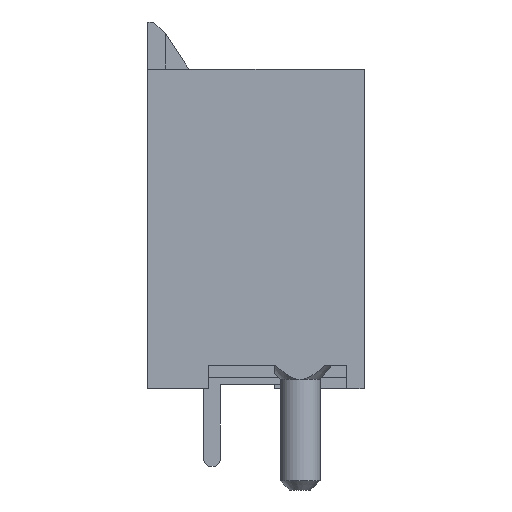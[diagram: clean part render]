
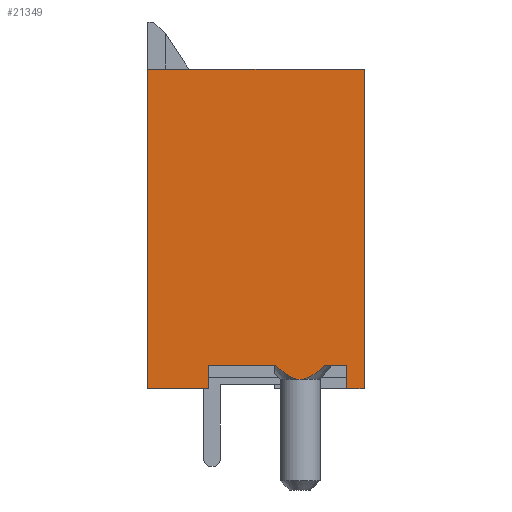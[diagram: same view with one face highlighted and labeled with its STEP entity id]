
A CAD part, left-side view. The second image highlights one B-rep face of the part: STEP entity #21349.
In plain terms, the highlighted planar face has unit normal (-1, 0, 0).
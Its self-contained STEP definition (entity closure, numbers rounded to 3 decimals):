
#26=B_SPLINE_CURVE_WITH_KNOTS('',3,(#29815,#29816,#29817,#29818,#29819,
#29820,#29821,#29822,#29823),.UNSPECIFIED.,.F.,.F.,(4,1,1,1,1,1,4),(0.,
0.25,0.375,0.5,0.625,0.75,1.),.UNSPECIFIED.);
#27=B_SPLINE_CURVE_WITH_KNOTS('',3,(#29825,#29826,#29827,#29828,#29829,
#29830,#29831,#29832,#29833),.UNSPECIFIED.,.F.,.F.,(4,1,1,1,1,1,4),(0.,
0.25,0.375,0.5,0.625,0.75,1.),.UNSPECIFIED.);
#2889=ORIENTED_EDGE('',*,*,#6675,.T.);
#2890=ORIENTED_EDGE('',*,*,#6676,.T.);
#2891=ORIENTED_EDGE('',*,*,#6677,.T.);
#2892=ORIENTED_EDGE('',*,*,#6678,.T.);
#2893=ORIENTED_EDGE('',*,*,#6679,.T.);
#2894=ORIENTED_EDGE('',*,*,#6680,.F.);
#2895=ORIENTED_EDGE('',*,*,#6423,.T.);
#2896=ORIENTED_EDGE('',*,*,#6310,.T.);
#2897=ORIENTED_EDGE('',*,*,#6289,.F.);
#2898=ORIENTED_EDGE('',*,*,#6673,.F.);
#2899=ORIENTED_EDGE('',*,*,#6681,.T.);
#6289=EDGE_CURVE('',#8496,#8497,#10288,.T.);
#6310=EDGE_CURVE('',#8511,#8497,#10305,.T.);
#6423=EDGE_CURVE('',#8585,#8511,#10418,.T.);
#6673=EDGE_CURVE('',#8715,#8496,#10668,.T.);
#6675=EDGE_CURVE('',#8716,#8717,#10670,.T.);
#6676=EDGE_CURVE('',#8717,#8718,#26,.T.);
#6677=EDGE_CURVE('',#8718,#8719,#27,.T.);
#6678=EDGE_CURVE('',#8719,#8720,#10671,.T.);
#6679=EDGE_CURVE('',#8720,#8721,#10672,.T.);
#6680=EDGE_CURVE('',#8585,#8721,#10673,.T.);
#6681=EDGE_CURVE('',#8715,#8716,#10674,.T.);
#8496=VERTEX_POINT('',#29054);
#8497=VERTEX_POINT('',#29056);
#8511=VERTEX_POINT('',#29096);
#8585=VERTEX_POINT('',#29292);
#8715=VERTEX_POINT('',#29808);
#8716=VERTEX_POINT('',#29813);
#8717=VERTEX_POINT('',#29814);
#8718=VERTEX_POINT('',#29824);
#8719=VERTEX_POINT('',#29834);
#8720=VERTEX_POINT('',#29836);
#8721=VERTEX_POINT('',#29838);
#10288=LINE('',#29055,#12320);
#10305=LINE('',#29095,#12337);
#10418=LINE('',#29291,#12450);
#10668=LINE('',#29809,#12700);
#10670=LINE('',#29812,#12702);
#10671=LINE('',#29835,#12703);
#10672=LINE('',#29837,#12704);
#10673=LINE('',#29839,#12705);
#10674=LINE('',#29840,#12706);
#12320=VECTOR('',#24197,1000.);
#12337=VECTOR('',#24232,1000.);
#12450=VECTOR('',#24363,1000.);
#12700=VECTOR('',#24887,1000.);
#12702=VECTOR('',#24891,1000.);
#12703=VECTOR('',#24892,1000.);
#12704=VECTOR('',#24893,1000.);
#12705=VECTOR('',#24894,1000.);
#12706=VECTOR('',#24895,1000.);
#13780=EDGE_LOOP('',(#2889,#2890,#2891,#2892,#2893,#2894,#2895,#2896,#2897,
#2898,#2899));
#14571=FACE_BOUND('',#13780,.T.);
#15342=PLANE('',#22137);
#21349=ADVANCED_FACE('',(#14571),#15342,.F.);
#22137=AXIS2_PLACEMENT_3D('',#29811,#24889,#24890);
#24197=DIRECTION('',(0.,-1.,0.));
#24232=DIRECTION('',(0.,0.,1.));
#24363=DIRECTION('',(0.,-1.,0.));
#24887=DIRECTION('',(0.,0.,1.));
#24889=DIRECTION('',(1.,0.,0.));
#24890=DIRECTION('',(0.,0.,-1.));
#24891=DIRECTION('',(0.,0.,-1.));
#24892=DIRECTION('',(0.,0.,-1.));
#24893=DIRECTION('',(0.,1.,0.));
#24894=DIRECTION('',(0.,0.,1.));
#24895=DIRECTION('',(0.,-1.,0.));
#29054=CARTESIAN_POINT('',(-20.85,13.6,4.6));
#29055=CARTESIAN_POINT('',(-20.85,13.6,4.6));
#29056=CARTESIAN_POINT('',(-20.85,0.,4.6));
#29095=CARTESIAN_POINT('',(-20.85,0.,-4.6));
#29096=CARTESIAN_POINT('',(-20.85,0.,-4.6));
#29291=CARTESIAN_POINT('',(-20.85,13.6,-4.6));
#29292=CARTESIAN_POINT('',(-20.85,13.6,-4.6));
#29808=CARTESIAN_POINT('',(-20.85,13.6,2.));
#29809=CARTESIAN_POINT('',(-20.85,13.6,-4.6));
#29811=CARTESIAN_POINT('',(-20.85,13.6,-4.6));
#29812=CARTESIAN_POINT('',(-20.85,12.6,-0.8));
#29813=CARTESIAN_POINT('',(-20.85,12.6,2.));
#29814=CARTESIAN_POINT('',(-20.85,12.6,-0.826));
#29815=CARTESIAN_POINT('',(-20.85,12.6,-0.826));
#29816=CARTESIAN_POINT('',(-20.85,12.684,-0.916));
#29817=CARTESIAN_POINT('',(-20.85,12.793,-1.04));
#29818=CARTESIAN_POINT('',(-20.85,12.916,-1.197));
#29819=CARTESIAN_POINT('',(-20.85,12.976,-1.277));
#29820=CARTESIAN_POINT('',(-20.85,13.087,-1.457));
#29821=CARTESIAN_POINT('',(-20.85,13.171,-1.648));
#29822=CARTESIAN_POINT('',(-20.85,13.2,-1.788));
#29823=CARTESIAN_POINT('',(-20.85,13.2,-1.875));
#29824=CARTESIAN_POINT('',(-20.85,13.2,-1.875));
#29825=CARTESIAN_POINT('',(-20.85,13.2,-1.875));
#29826=CARTESIAN_POINT('',(-20.85,13.2,-1.96));
#29827=CARTESIAN_POINT('',(-20.85,13.172,-2.098));
#29828=CARTESIAN_POINT('',(-20.85,13.089,-2.288));
#29829=CARTESIAN_POINT('',(-20.85,12.982,-2.464));
#29830=CARTESIAN_POINT('',(-20.85,12.922,-2.546));
#29831=CARTESIAN_POINT('',(-20.85,12.798,-2.705));
#29832=CARTESIAN_POINT('',(-20.85,12.686,-2.831));
#29833=CARTESIAN_POINT('',(-20.85,12.6,-2.924));
#29834=CARTESIAN_POINT('',(-20.85,12.6,-2.924));
#29835=CARTESIAN_POINT('',(-20.85,12.6,-0.8));
#29836=CARTESIAN_POINT('',(-20.85,12.6,-3.85));
#29837=CARTESIAN_POINT('',(-20.85,12.6,-3.85));
#29838=CARTESIAN_POINT('',(-20.85,13.6,-3.85));
#29839=CARTESIAN_POINT('',(-20.85,13.6,-4.6));
#29840=CARTESIAN_POINT('',(-20.85,12.6,2.));
